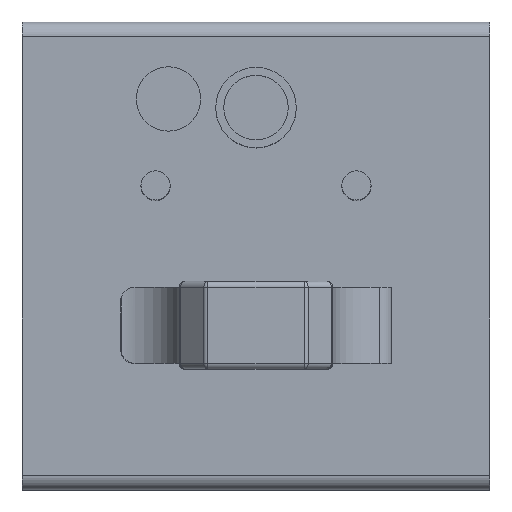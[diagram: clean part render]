
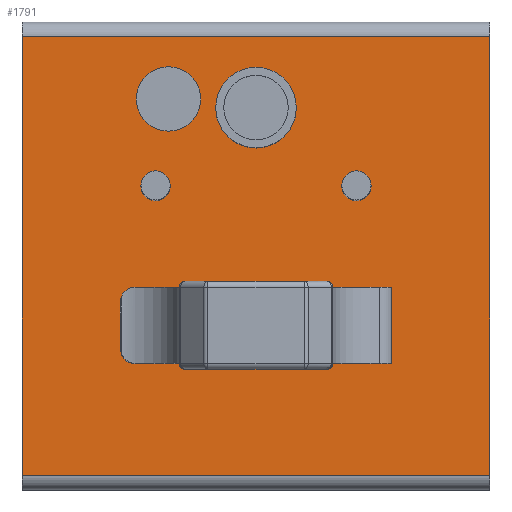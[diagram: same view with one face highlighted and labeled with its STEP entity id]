
A CAD part, top view. The second image highlights one B-rep face of the part: STEP entity #1791.
In plain terms, the highlighted planar face has unit normal (0, 0, 1).
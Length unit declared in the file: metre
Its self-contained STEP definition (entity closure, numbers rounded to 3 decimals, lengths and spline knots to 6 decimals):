
#149=LINE('',#3072,#272);
#153=LINE('',#3087,#276);
#154=LINE('',#3089,#277);
#157=LINE('',#3097,#280);
#160=LINE('',#3107,#283);
#164=LINE('',#3115,#287);
#166=LINE('',#3119,#289);
#167=LINE('',#3124,#290);
#169=LINE('',#3156,#292);
#170=LINE('',#3159,#293);
#171=LINE('',#3161,#294);
#172=LINE('',#3163,#295);
#272=VECTOR('',#2480,1.);
#276=VECTOR('',#2494,1.);
#277=VECTOR('',#2497,1.);
#280=VECTOR('',#2504,1.);
#283=VECTOR('',#2513,1.);
#287=VECTOR('',#2519,1.);
#289=VECTOR('',#2523,1.);
#290=VECTOR('',#2530,1.);
#292=VECTOR('',#2568,1.);
#293=VECTOR('',#2569,1.);
#294=VECTOR('',#2570,1.);
#295=VECTOR('',#2571,1.);
#333=PLANE('',#2021);
#784=ORIENTED_EDGE('',*,*,#845,.T.);
#785=ORIENTED_EDGE('',*,*,#847,.T.);
#786=ORIENTED_EDGE('',*,*,#1043,.F.);
#787=ORIENTED_EDGE('',*,*,#1035,.T.);
#788=ORIENTED_EDGE('',*,*,#1042,.T.);
#789=ORIENTED_EDGE('',*,*,#1070,.T.);
#790=ORIENTED_EDGE('',*,*,#1047,.F.);
#791=ORIENTED_EDGE('',*,*,#1069,.T.);
#792=ORIENTED_EDGE('',*,*,#1071,.T.);
#793=ORIENTED_EDGE('',*,*,#1072,.F.);
#794=ORIENTED_EDGE('',*,*,#1073,.T.);
#795=ORIENTED_EDGE('',*,*,#1074,.T.);
#796=ORIENTED_EDGE('',*,*,#1075,.F.);
#797=ORIENTED_EDGE('',*,*,#1076,.T.);
#798=ORIENTED_EDGE('',*,*,#1058,.F.);
#799=ORIENTED_EDGE('',*,*,#1052,.T.);
#800=ORIENTED_EDGE('',*,*,#1056,.T.);
#801=ORIENTED_EDGE('',*,*,#1061,.F.);
#845=EDGE_CURVE('',#1096,#1096,#1246,.T.);
#847=EDGE_CURVE('',#1098,#1098,#1248,.T.);
#1035=EDGE_CURVE('',#1207,#1208,#149,.T.);
#1042=EDGE_CURVE('',#1208,#1214,#153,.T.);
#1043=EDGE_CURVE('',#1207,#1215,#154,.T.);
#1047=EDGE_CURVE('',#1217,#1218,#157,.T.);
#1052=EDGE_CURVE('',#1222,#1221,#160,.T.);
#1056=EDGE_CURVE('',#1221,#1224,#164,.T.);
#1058=EDGE_CURVE('',#1222,#1225,#166,.T.);
#1061=EDGE_CURVE('',#1225,#1224,#167,.T.);
#1069=EDGE_CURVE('',#1217,#1215,#1339,.T.);
#1070=EDGE_CURVE('',#1214,#1218,#1340,.T.);
#1071=EDGE_CURVE('',#1227,#1227,#1341,.T.);
#1072=EDGE_CURVE('',#1228,#1228,#1342,.T.);
#1073=EDGE_CURVE('',#1229,#1230,#169,.T.);
#1074=EDGE_CURVE('',#1230,#1231,#170,.F.);
#1075=EDGE_CURVE('',#1232,#1231,#171,.T.);
#1076=EDGE_CURVE('',#1232,#1229,#172,.T.);
#1096=VERTEX_POINT('',#2629);
#1098=VERTEX_POINT('',#2635);
#1207=VERTEX_POINT('',#3069);
#1208=VERTEX_POINT('',#3071);
#1214=VERTEX_POINT('',#3086);
#1215=VERTEX_POINT('',#3090);
#1217=VERTEX_POINT('',#3096);
#1218=VERTEX_POINT('',#3098);
#1221=VERTEX_POINT('',#3106);
#1222=VERTEX_POINT('',#3108);
#1224=VERTEX_POINT('',#3114);
#1225=VERTEX_POINT('',#3118);
#1227=VERTEX_POINT('',#3153);
#1228=VERTEX_POINT('',#3155);
#1229=VERTEX_POINT('',#3157);
#1230=VERTEX_POINT('',#3158);
#1231=VERTEX_POINT('',#3160);
#1232=VERTEX_POINT('',#3162);
#1246=CIRCLE('',#1820,0.00635);
#1248=CIRCLE('',#1824,0.00635);
#1339=CIRCLE('',#2017,0.00635);
#1340=CIRCLE('',#2019,0.00635);
#1341=CIRCLE('',#2022,0.0175);
#1342=CIRCLE('',#2023,0.014);
#1468=EDGE_LOOP('',(#784));
#1469=EDGE_LOOP('',(#785));
#1470=EDGE_LOOP('',(#786,#787,#788,#789,#790,#791));
#1471=EDGE_LOOP('',(#792));
#1472=EDGE_LOOP('',(#793));
#1473=EDGE_LOOP('',(#794,#795,#796,#797));
#1474=EDGE_LOOP('',(#798,#799,#800,#801));
#1609=FACE_BOUND('',#1468,.T.);
#1610=FACE_BOUND('',#1469,.T.);
#1611=FACE_BOUND('',#1470,.T.);
#1612=FACE_BOUND('',#1471,.T.);
#1613=FACE_BOUND('',#1472,.T.);
#1614=FACE_BOUND('',#1473,.T.);
#1615=FACE_BOUND('',#1474,.T.);
#1791=ADVANCED_FACE('',(#1609,#1610,#1611,#1612,#1613,#1614,#1615),#333,
 .F.);
#1820=AXIS2_PLACEMENT_3D('',#2628,#2051,#2052);
#1824=AXIS2_PLACEMENT_3D('',#2634,#2059,#2060);
#2017=AXIS2_PLACEMENT_3D('',#3147,#2554,#2555);
#2019=AXIS2_PLACEMENT_3D('',#3149,#2558,#2559);
#2021=AXIS2_PLACEMENT_3D('',#3151,#2562,#2563);
#2022=AXIS2_PLACEMENT_3D('',#3152,#2564,#2565);
#2023=AXIS2_PLACEMENT_3D('',#3154,#2566,#2567);
#2051=DIRECTION('',(0.,0.,-1.));
#2052=DIRECTION('',(0.,-1.,0.));
#2059=DIRECTION('',(0.,0.,-1.));
#2060=DIRECTION('',(0.,1.,0.));
#2480=DIRECTION('',(0.,-1.,0.));
#2494=DIRECTION('',(-1.,0.,0.));
#2497=DIRECTION('',(-1.,0.,0.));
#2504=DIRECTION('',(0.,-1.,0.));
#2513=DIRECTION('',(1.,0.,0.));
#2519=DIRECTION('',(0.,-1.,0.));
#2523=DIRECTION('',(0.,-1.,0.));
#2530=DIRECTION('',(1.,0.,0.));
#2554=DIRECTION('',(0.,0.,-1.));
#2555=DIRECTION('',(0.,1.,0.));
#2558=DIRECTION('',(0.,0.,-1.));
#2559=DIRECTION('',(0.,1.,0.));
#2562=DIRECTION('',(0.,0.,-1.));
#2563=DIRECTION('',(0.,1.,0.));
#2564=DIRECTION('',(0.,0.,-1.));
#2565=DIRECTION('',(0.,1.,0.));
#2566=DIRECTION('',(0.,0.,1.));
#2567=DIRECTION('',(0.,-1.,0.));
#2568=DIRECTION('',(0.,-1.,0.));
#2569=DIRECTION('',(-1.,0.,0.));
#2570=DIRECTION('',(0.,-1.,0.));
#2571=DIRECTION('',(-1.,0.,0.));
#2628=CARTESIAN_POINT('',(-0.04361,0.0303,-0.127));
#2629=CARTESIAN_POINT('',(-0.04361,0.02395,-0.127));
#2634=CARTESIAN_POINT('',(0.04361,0.0303,-0.127));
#2635=CARTESIAN_POINT('',(0.04361,0.03665,-0.127));
#3069=CARTESIAN_POINT('',(-0.03345,-0.01379,-0.127));
#3071=CARTESIAN_POINT('',(-0.03345,-0.04681,-0.127));
#3072=CARTESIAN_POINT('',(-0.03345,-0.0303,-0.127));
#3086=CARTESIAN_POINT('',(-0.0525,-0.04681,-0.127));
#3087=CARTESIAN_POINT('',(-0.04615,-0.04681,-0.127));
#3089=CARTESIAN_POINT('',(-0.04615,-0.01379,-0.127));
#3090=CARTESIAN_POINT('',(-0.0525,-0.01379,-0.127));
#3096=CARTESIAN_POINT('',(-0.05885,-0.02014,-0.127));
#3097=CARTESIAN_POINT('',(-0.05885,-0.0303,-0.127));
#3098=CARTESIAN_POINT('',(-0.05885,-0.04046,-0.127));
#3106=CARTESIAN_POINT('',(0.05885,-0.01379,-0.127));
#3107=CARTESIAN_POINT('',(0.04615,-0.01379,-0.127));
#3108=CARTESIAN_POINT('',(0.03345,-0.01379,-0.127));
#3114=CARTESIAN_POINT('',(0.05885,-0.04681,-0.127));
#3115=CARTESIAN_POINT('',(0.05885,-0.0303,-0.127));
#3118=CARTESIAN_POINT('',(0.03345,-0.04681,-0.127));
#3119=CARTESIAN_POINT('',(0.03345,-0.0303,-0.127));
#3124=CARTESIAN_POINT('',(0.04615,-0.04681,-0.127));
#3147=CARTESIAN_POINT('',(-0.0525,-0.02014,-0.127));
#3149=CARTESIAN_POINT('',(-0.0525,-0.04046,-0.127));
#3151=CARTESIAN_POINT('',(0.1016,0.,-0.127));
#3152=CARTESIAN_POINT('',(0.,0.06435,-0.127));
#3153=CARTESIAN_POINT('',(0.,0.08185,-0.127));
#3154=CARTESIAN_POINT('',(-0.038013,0.068166,-0.127));
#3155=CARTESIAN_POINT('',(-0.038013,0.054166,-0.127));
#3156=CARTESIAN_POINT('',(-0.1016,0.,-0.127));
#3157=CARTESIAN_POINT('',(-0.1016,0.09525,-0.127));
#3158=CARTESIAN_POINT('',(-0.1016,-0.09525,-0.127));
#3159=CARTESIAN_POINT('',(0.1016,-0.09525,-0.127));
#3160=CARTESIAN_POINT('',(0.1016,-0.09525,-0.127));
#3161=CARTESIAN_POINT('',(0.1016,0.,-0.127));
#3162=CARTESIAN_POINT('',(0.1016,0.09525,-0.127));
#3163=CARTESIAN_POINT('',(-0.1016,0.09525,-0.127));
